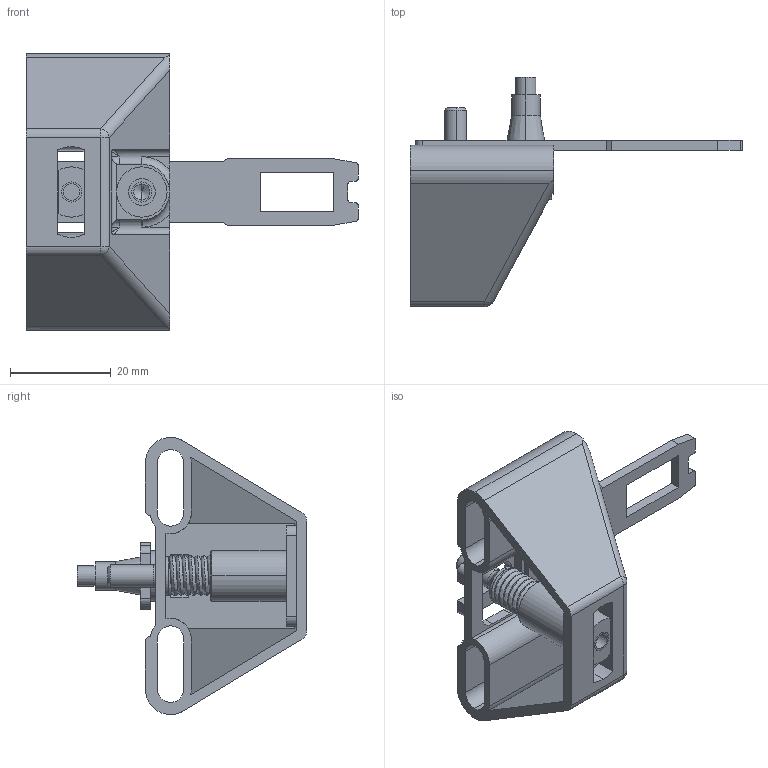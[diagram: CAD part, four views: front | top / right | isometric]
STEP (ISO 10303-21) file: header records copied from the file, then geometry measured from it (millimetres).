
FILE_DESCRIPTION((''),'2;1');
FILE_NAME('OPERATING_KEY_XCSZ13_1-17_ASM','2022-06-17T11:51:45',('SESA526238'),('Schneider-Electric'),'CREO PARAMETRIC BY PTC INC, 2019471','CREO PARAMETRIC BY PTC INC, 2019471','');
FILE_SCHEMA(('AUTOMOTIVE_DESIGN { 1 0 10303 214 1 1 1 1 }'));
Length unit declared in the file: millimetre
Products named in the file (8): OPERATING_KEY_XCSZ13_1-32; OPERATING_KEY_XCSZ13_3; OPERATING_KEY_XCSZ13_4; OPERATING_KEY_XCSZ13_5; OPERATING_KEY_XCSZ13_6_1; OPERATING_KEY_XCSZ13_7_1; OPERATING_KEY_XCSZ13_8_1; OPERATING_KEY_XCSZ13_1-17_ASM
Assembly tree (7 placements, depth 2):
  OPERATING_KEY_XCSZ13_1-17_ASM
    OPERATING_KEY_XCSZ13_1-32
    OPERATING_KEY_XCSZ13_3
    OPERATING_KEY_XCSZ13_4
    OPERATING_KEY_XCSZ13_5
    OPERATING_KEY_XCSZ13_6_1
    OPERATING_KEY_XCSZ13_7_1
    OPERATING_KEY_XCSZ13_8_1
Bounding box: 65.9 x 45.5 x 55 mm (x, y, z)
Volume: 14377.1 mm3; surface area: 16684.7 mm2
Topology: 7 solids, 8 shells, 231 faces, 587 edges, 372 vertices
Faces by surface type: cylinder 103, plane 93, cone 22, torus 5, sphere 4, bspline 4
Entity records: 13179 total; most frequent: CARTESIAN_POINT 7031, DIRECTION 1253, ORIENTED_EDGE 1154, EDGE_CURVE 579, AXIS2_PLACEMENT_3D 464, VERTEX_POINT 372, VECTOR 325, LINE 325
